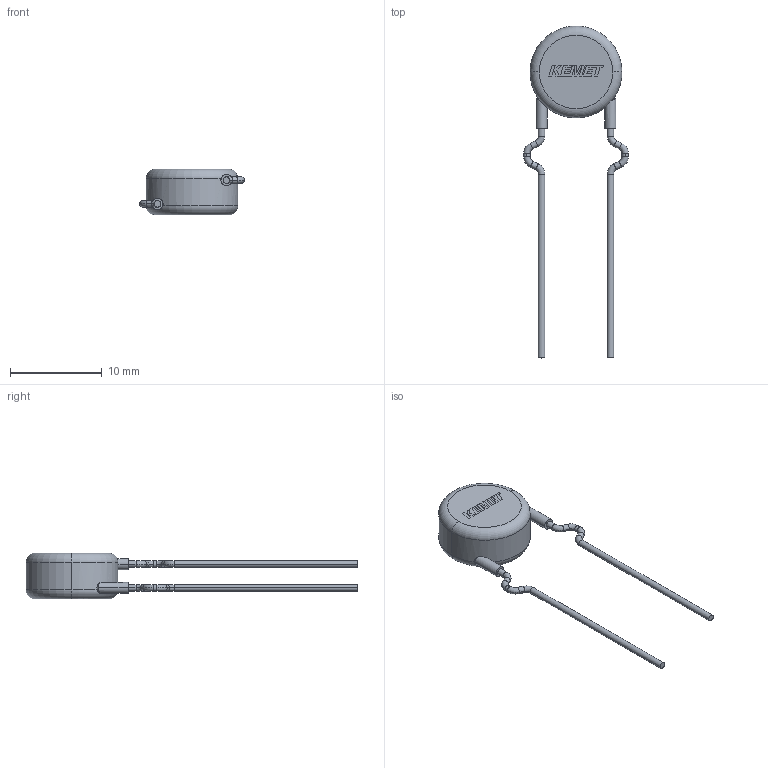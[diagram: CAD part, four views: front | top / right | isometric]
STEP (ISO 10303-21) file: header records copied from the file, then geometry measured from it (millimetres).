
FILE_DESCRIPTION (( 'STEP AP214' ), '1' );
FILE_NAME ('CCD_KCO_10X5_D10T5S7.5LL20F0.7V2.1.STEP', '2024-05-10T13:24:45', ( '' ), ( '' ), 'SwSTEP 2.0', 'SolidWorks 2021', '' );
FILE_SCHEMA (( 'AUTOMOTIVE_DESIGN' ));
Length unit declared in the file: millimetre
Products named in the file (1): CCD_KCO_10X5_D10T5S7.5LL20F0.7V2.1
Bounding box: 11.4 x 36.12 x 5 mm (x, y, z)
Volume: 406.7 mm3; surface area: 432 mm2
Topology: 4 solids, 4 shells, 112 faces, 277 edges, 175 vertices
Faces by surface type: plane 63, cylinder 29, torus 20
Entity records: 4207 total; most frequent: CARTESIAN_POINT 640, DIRECTION 570, ORIENTED_EDGE 554, EDGE_CURVE 277, AXIS2_PLACEMENT_3D 195, LINE 180, VECTOR 180, VERTEX_POINT 175
